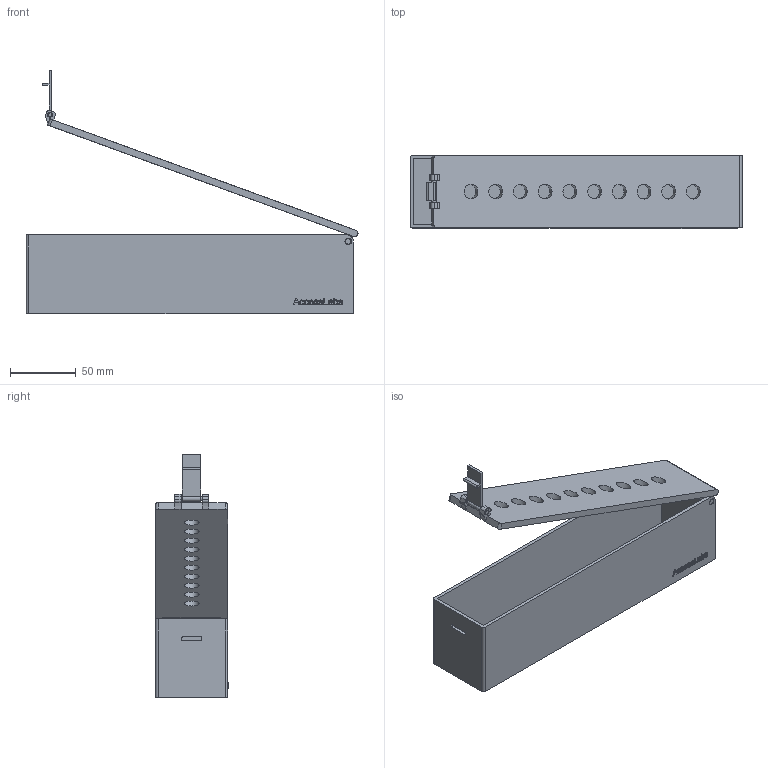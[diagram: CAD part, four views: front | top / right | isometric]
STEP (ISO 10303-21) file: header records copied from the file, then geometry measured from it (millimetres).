
FILE_DESCRIPTION(/* description */ (''),/* implementation_level */ '2;1');
FILE_NAME(/* name */ 'Koolpack Final.step',/* time_stamp */ '2025-08-23T16:01:20+01:00',/* author */ (''),/* organization */ (''),/* preprocessor_version */ 'ST-DEVELOPER v20.1',/* originating_system */ 'Autodesk Translation Framework v14.10.0.0',/* authorisation */ '');
FILE_SCHEMA (('AUTOMOTIVE_DESIGN { 1 0 10303 214 3 1 1 }'));
Length unit declared in the file: millimetre
Products named in the file (5): 2025-07-24-11-18-58-545; 2025-07-30-16-56-35-454; 2025-07-30-16-59-27-360; 2025-07-31-13-58-14-848; 2025-07-31-16-34-15-440
Assembly tree (4 placements, depth 2):
  2025-07-24-11-18-58-545
    2025-07-30-16-56-35-454
    2025-07-30-16-59-27-360
    2025-07-31-13-58-14-848
    2025-07-31-16-34-15-440
Bounding box: 252.41 x 55.5 x 185.18 mm (x, y, z)
Volume: 191781.4 mm3; surface area: 129932.3 mm2
Topology: 4 solids, 4 shells, 342 faces, 959 edges, 638 vertices
Faces by surface type: bspline 199, plane 107, cylinder 36
Full cylindrical faces by diameter (mm): 3 x2, 4 x3, 5 x2, 11.2 x10
Entity records: 13390 total; most frequent: CARTESIAN_POINT 5599, ORIENTED_EDGE 1918, EDGE_CURVE 959, DIRECTION 943, VERTEX_POINT 638, LINE 475, VECTOR 475, B_SPLINE_CURVE_WITH_KNOTS 398
